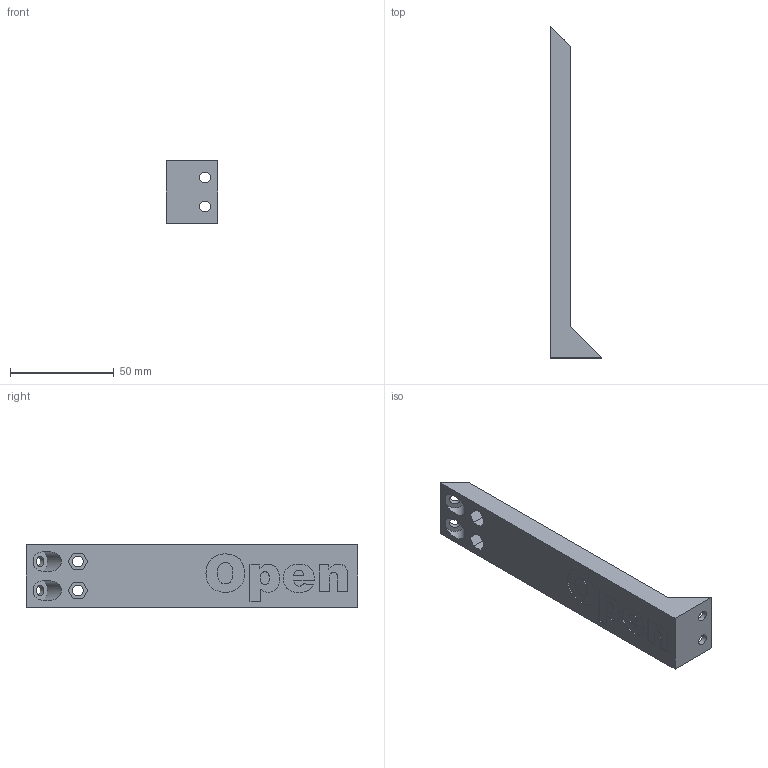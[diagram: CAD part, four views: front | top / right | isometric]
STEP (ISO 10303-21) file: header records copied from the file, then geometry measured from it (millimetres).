
FILE_DESCRIPTION(/* description */ (''),/* implementation_level */ '2;1');
FILE_NAME(/* name */ 'Bed Frame Front A Open.step',/* time_stamp */ '2021-08-10T18:59:32-04:00',/* author */ (''),/* organization */ (''),/* preprocessor_version */ 'ST-DEVELOPER v18.1',/* originating_system */ 'Autodesk Translation Framework v10.9.0.1377',/* authorisation */ '');
FILE_SCHEMA (('AUTOMOTIVE_DESIGN { 1 0 10303 214 3 1 1 }'));
Length unit declared in the file: millimetre
Products named in the file (1): Heated Bed Frame
Bounding box: 25 x 160 x 30 mm (x, y, z)
Volume: 47204.3 mm3; surface area: 14954.7 mm2
Topology: 1 solids, 1 shells, 129 faces, 342 edges, 228 vertices
Faces by surface type: plane 61, bspline 60, cylinder 8
Full cylindrical faces by diameter (mm): 5.2 x6
Entity records: 4578 total; most frequent: CARTESIAN_POINT 1720, ORIENTED_EDGE 684, DIRECTION 378, EDGE_CURVE 342, VERTEX_POINT 228, LINE 206, VECTOR 206, EDGE_LOOP 154
